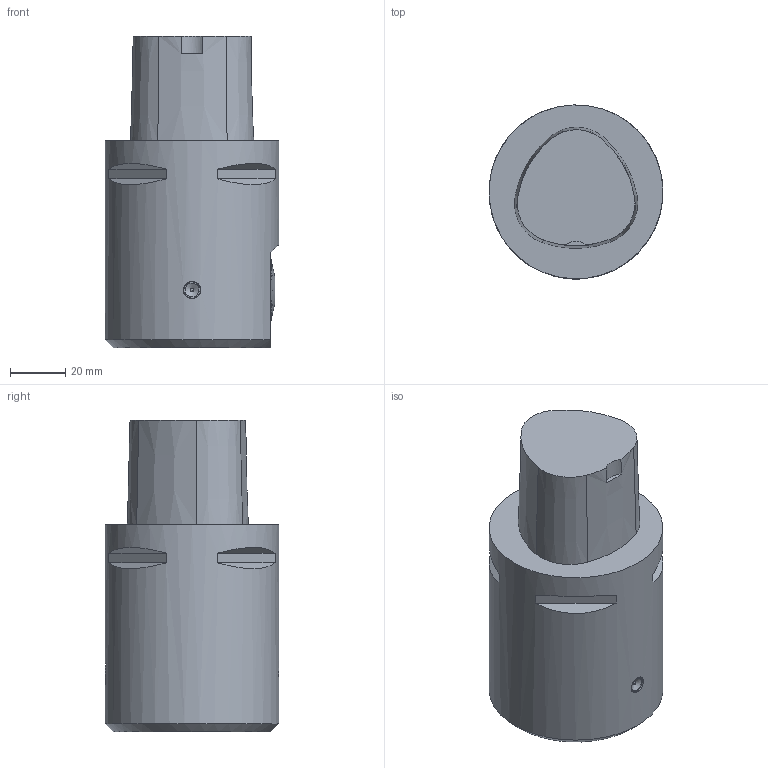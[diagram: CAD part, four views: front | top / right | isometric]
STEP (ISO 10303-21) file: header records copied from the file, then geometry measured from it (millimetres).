
FILE_DESCRIPTION(/* description */ (''),/* implementation_level */ '2;1');
FILE_NAME(/* name */ '1553671550277.stp',/* time_stamp */ '2019-03-27T08:26:06+01:00',/* author */ (''),/* organization */ ('SMS'),/* preprocessor_version */ 'ST-DEVELOPER v15',/* originating_system */ 'SIEMENS PLM Software NX 8.5',/* authorisation */ '');
FILE_SCHEMA (('AUTOMOTIVE_DESIGN { 1 0 10303 214 3 1 1 1 }'));
Length unit declared in the file: millimetre
Products named in the file (1): 111155488mod000_01
Bounding box: 62.99 x 63 x 113 mm (x, y, z)
Surface area: 26568.9 mm2 (no closed solid volume)
Topology: 0 solids, 1 shells, 273 faces, 778 edges, 521 vertices
Faces by surface type: plane 238, cone 19, cylinder 15, sphere 1
Full cylindrical faces by diameter (mm): 5 x1, 6 x1, 6.25 x1, 8 x1, 9.5 x1, 9.508 x1, 10 x1, 63 x1
Entity records: 9093 total; most frequent: CARTESIAN_POINT 2285, ORIENTED_EDGE 1498, DIRECTION 1242, EDGE_CURVE 749, VERTEX_POINT 506, LINE 474, VECTOR 474, AXIS2_PLACEMENT_3D 384
